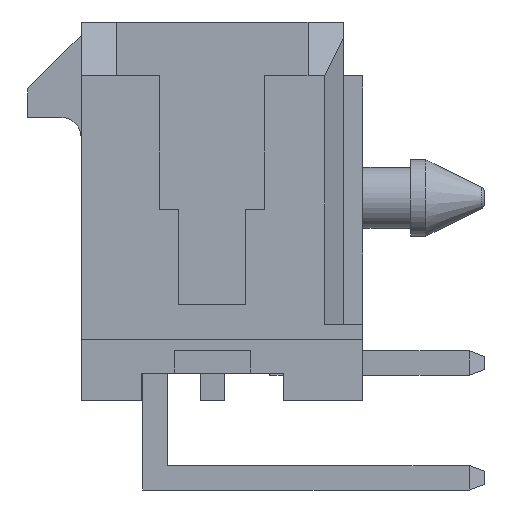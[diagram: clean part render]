
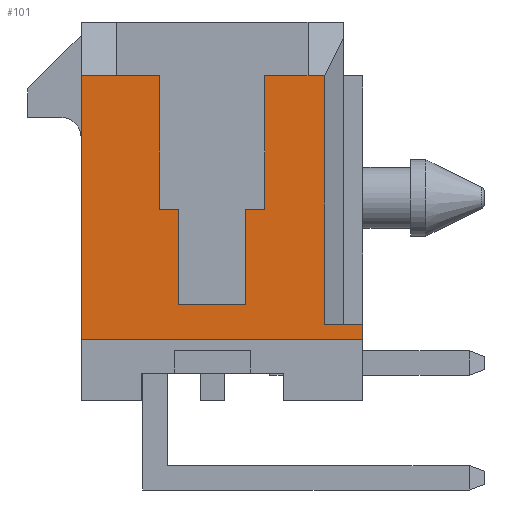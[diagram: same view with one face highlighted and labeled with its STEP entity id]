
A CAD part, left-side view. The second image highlights one B-rep face of the part: STEP entity #101.
In plain terms, the highlighted planar face has unit normal (-1, 0, 0).
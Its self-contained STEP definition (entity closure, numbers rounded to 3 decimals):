
#101=ADVANCED_FACE('',(#576),#577,.F.);
#576=FACE_OUTER_BOUND('',#1502,.T.);
#577=PLANE('',#1503);
#1502=EDGE_LOOP('',(#2462,#2463,#2464,#2465,#2466,#2467,#2468,#2469,#2470,#2471,#2472,#2473,#2474,#2475,#2476,#2477));
#1503=AXIS2_PLACEMENT_3D('',#2478,#2479,#2480);
#2462=ORIENTED_EDGE('',*,*,#6052,.T.);
#2463=ORIENTED_EDGE('',*,*,#6053,.T.);
#2464=ORIENTED_EDGE('',*,*,#6054,.T.);
#2465=ORIENTED_EDGE('',*,*,#6055,.T.);
#2466=ORIENTED_EDGE('',*,*,#6056,.T.);
#2467=ORIENTED_EDGE('',*,*,#6057,.F.);
#2468=ORIENTED_EDGE('',*,*,#6058,.T.);
#2469=ORIENTED_EDGE('',*,*,#6059,.F.);
#2470=ORIENTED_EDGE('',*,*,#6060,.F.);
#2471=ORIENTED_EDGE('',*,*,#6061,.F.);
#2472=ORIENTED_EDGE('',*,*,#6062,.F.);
#2473=ORIENTED_EDGE('',*,*,#6063,.T.);
#2474=ORIENTED_EDGE('',*,*,#6064,.F.);
#2475=ORIENTED_EDGE('',*,*,#6065,.F.);
#2476=ORIENTED_EDGE('',*,*,#6066,.T.);
#2477=ORIENTED_EDGE('',*,*,#6067,.T.);
#2478=CARTESIAN_POINT('',(-10.825,0.0,0.0));
#2479=DIRECTION('',(1.0,0.0,0.0));
#2480=DIRECTION('',(0.0,1.0,-0.0));
#6052=EDGE_CURVE('',#7263,#7264,#7265,.T.);
#6053=EDGE_CURVE('',#7264,#7266,#7267,.T.);
#6054=EDGE_CURVE('',#7266,#7268,#7269,.T.);
#6055=EDGE_CURVE('',#7268,#7270,#7271,.T.);
#6056=EDGE_CURVE('',#7270,#7272,#7273,.T.);
#6057=EDGE_CURVE('',#7274,#7272,#7275,.T.);
#6058=EDGE_CURVE('',#7274,#7276,#7277,.T.);
#6059=EDGE_CURVE('',#7278,#7276,#7279,.T.);
#6060=EDGE_CURVE('',#7280,#7278,#7281,.T.);
#6061=EDGE_CURVE('',#7282,#7280,#7283,.T.);
#6062=EDGE_CURVE('',#7284,#7282,#7285,.T.);
#6063=EDGE_CURVE('',#7284,#7286,#7287,.T.);
#6064=EDGE_CURVE('',#7288,#7286,#7289,.T.);
#6065=EDGE_CURVE('',#7290,#7288,#7291,.T.);
#6066=EDGE_CURVE('',#7290,#7292,#7293,.T.);
#6067=EDGE_CURVE('',#7292,#7263,#7294,.T.);
#7263=VERTEX_POINT('',#9079);
#7264=VERTEX_POINT('',#9080);
#7265=LINE('',#9081,#9082);
#7266=VERTEX_POINT('',#9083);
#7267=LINE('',#9084,#9085);
#7268=VERTEX_POINT('',#9086);
#7269=LINE('',#9087,#9088);
#7270=VERTEX_POINT('',#9089);
#7271=LINE('',#9090,#9091);
#7272=VERTEX_POINT('',#9092);
#7273=LINE('',#9093,#9094);
#7274=VERTEX_POINT('',#9095);
#7275=LINE('',#9096,#9097);
#7276=VERTEX_POINT('',#9098);
#7277=LINE('',#9099,#9100);
#7278=VERTEX_POINT('',#9101);
#7279=LINE('',#9102,#9103);
#7280=VERTEX_POINT('',#9104);
#7281=LINE('',#9105,#9106);
#7282=VERTEX_POINT('',#9107);
#7283=LINE('',#9108,#9109);
#7284=VERTEX_POINT('',#9110);
#7285=LINE('',#9111,#9112);
#7286=VERTEX_POINT('',#9113);
#7287=LINE('',#9114,#9115);
#7288=VERTEX_POINT('',#9116);
#7289=LINE('',#9117,#9118);
#7290=VERTEX_POINT('',#9119);
#7291=LINE('',#9120,#9121);
#7292=VERTEX_POINT('',#9122);
#7293=LINE('',#9123,#9124);
#7294=LINE('',#9125,#9126);
#9079=CARTESIAN_POINT('',(-10.825,-1.375,0.05));
#9080=CARTESIAN_POINT('',(-10.825,-0.875,0.05));
#9081=CARTESIAN_POINT('',(-10.825,-1.375,0.05));
#9082=VECTOR('',#11995,0.5);
#9083=CARTESIAN_POINT('',(-10.825,-0.875,-2.45));
#9084=CARTESIAN_POINT('',(-10.825,-0.875,0.05));
#9085=VECTOR('',#11996,2.5);
#9086=CARTESIAN_POINT('',(-10.825,0.875,-2.45));
#9087=CARTESIAN_POINT('',(-10.825,-0.875,-2.45));
#9088=VECTOR('',#11997,1.75);
#9089=CARTESIAN_POINT('',(-10.825,0.875,0.05));
#9090=CARTESIAN_POINT('',(-10.825,0.875,-2.45));
#9091=VECTOR('',#11998,2.5);
#9092=CARTESIAN_POINT('',(-10.825,1.375,0.05));
#9093=CARTESIAN_POINT('',(-10.825,0.875,0.05));
#9094=VECTOR('',#11999,0.5);
#9095=CARTESIAN_POINT('',(-10.825,1.375,3.55));
#9096=CARTESIAN_POINT('',(-10.825,1.375,3.55));
#9097=VECTOR('',#12000,3.5);
#9098=CARTESIAN_POINT('',(-10.825,2.5,3.55));
#9099=CARTESIAN_POINT('',(-10.825,1.375,3.55));
#9100=VECTOR('',#12001,1.125);
#9101=CARTESIAN_POINT('',(-10.825,3.435,3.55));
#9102=CARTESIAN_POINT('',(-10.825,3.435,3.55));
#9103=VECTOR('',#12002,0.935);
#9104=CARTESIAN_POINT('',(-10.825,3.435,-3.36));
#9105=CARTESIAN_POINT('',(-10.825,3.435,-3.36));
#9106=VECTOR('',#12003,6.91);
#9107=CARTESIAN_POINT('',(-10.825,-3.935,-3.36));
#9108=CARTESIAN_POINT('',(-10.825,-3.935,-3.36));
#9109=VECTOR('',#12004,7.37);
#9110=CARTESIAN_POINT('',(-10.825,-3.935,-2.96));
#9111=CARTESIAN_POINT('',(-10.825,-3.935,-2.96));
#9112=VECTOR('',#12005,0.4);
#9113=CARTESIAN_POINT('',(-10.825,-2.935,-2.96));
#9114=CARTESIAN_POINT('',(-10.825,-3.935,-2.96));
#9115=VECTOR('',#12006,1.0);
#9116=CARTESIAN_POINT('',(-10.825,-2.935,3.55));
#9117=CARTESIAN_POINT('',(-10.825,-2.935,3.55));
#9118=VECTOR('',#12007,6.51);
#9119=CARTESIAN_POINT('',(-10.825,-2.5,3.55));
#9120=CARTESIAN_POINT('',(-10.825,-2.5,3.55));
#9121=VECTOR('',#12008,0.435);
#9122=CARTESIAN_POINT('',(-10.825,-1.375,3.55));
#9123=CARTESIAN_POINT('',(-10.825,-2.5,3.55));
#9124=VECTOR('',#12009,1.125);
#9125=CARTESIAN_POINT('',(-10.825,-1.375,3.55));
#9126=VECTOR('',#12010,3.5);
#11995=DIRECTION('',(0.0,1.0,0.0));
#11996=DIRECTION('',(0.0,0.0,-1.0));
#11997=DIRECTION('',(0.0,1.0,0.0));
#11998=DIRECTION('',(0.0,0.0,1.0));
#11999=DIRECTION('',(0.0,1.0,0.0));
#12000=DIRECTION('',(0.0,0.0,-1.0));
#12001=DIRECTION('',(0.0,1.0,0.0));
#12002=DIRECTION('',(0.0,-1.0,0.0));
#12003=DIRECTION('',(0.0,0.0,1.0));
#12004=DIRECTION('',(0.0,1.0,0.0));
#12005=DIRECTION('',(0.0,0.0,-1.0));
#12006=DIRECTION('',(0.0,1.0,0.0));
#12007=DIRECTION('',(0.0,0.0,-1.0));
#12008=DIRECTION('',(0.0,-1.0,0.0));
#12009=DIRECTION('',(0.0,1.0,0.0));
#12010=DIRECTION('',(0.0,0.0,-1.0));
